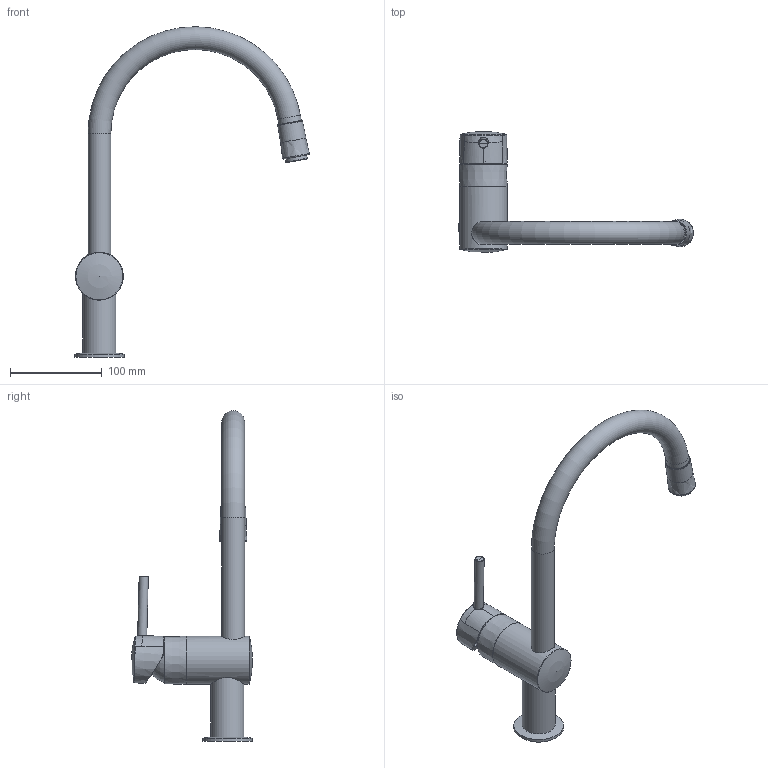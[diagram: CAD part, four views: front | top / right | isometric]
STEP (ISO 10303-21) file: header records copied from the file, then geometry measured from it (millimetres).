
FILE_DESCRIPTION(/* description */ ('Unknown'),/* implementation_level */ '2;1');
FILE_NAME(/* name */ '32918000',/* time_stamp */ '2022-09-08T11:18:18+02:00',/* author */ ('Unknown'),/* organization */ ('GROHE AG'),/* preprocessor_version */ 'ST-DEVELOPER v16.7',/* originating_system */ 'DEX',/* authorisation */ $);
FILE_SCHEMA (('AUTOMOTIVE_DESIGN {1 0 10303 214 3 1 1}'));
Length unit declared in the file: millimetre
Products named in the file (3): 32918000; id11; None
Assembly tree (2 placements, depth 2):
  32918000
    id11
    None
Bounding box: 255.54 x 131.76 x 359.7 mm (x, y, z)
Surface area: 85696.9 mm2 (no closed solid volume)
Topology: 0 solids, 9 shells, 112 faces, 309 edges, 199 vertices
Faces by surface type: bspline 49, plane 16, cylinder 14, cone 14, torus 13, sphere 6
Full cylindrical faces by diameter (mm): 10 x1, 23.6 x1, 24.64 x1, 24.8 x2, 25.7 x1, 36 x1, 36.4 x1, 52 x1, 54 x1
Entity records: 7506 total; most frequent: CARTESIAN_POINT 5255, ORIENTED_EDGE 457, DIRECTION 293, EDGE_CURVE 263, VERTEX_POINT 186, B_SPLINE_CURVE_WITH_KNOTS 174, EDGE_LOOP 151, FACE_BOUND 151
